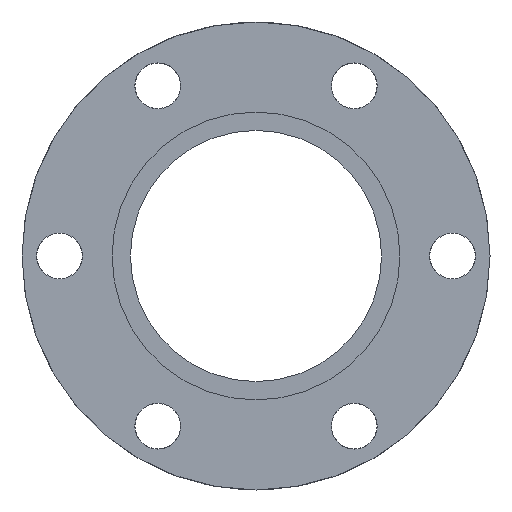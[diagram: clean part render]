
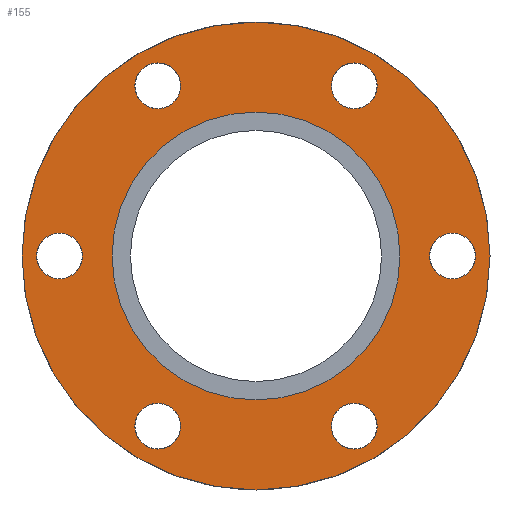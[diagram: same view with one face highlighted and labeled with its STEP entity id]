
A CAD part, left-side view. The second image highlights one B-rep face of the part: STEP entity #155.
In plain terms, the highlighted planar face has unit normal (-1, 0, 0).
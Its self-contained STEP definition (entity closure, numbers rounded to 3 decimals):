
#4 = AXIS2_PLACEMENT_3D ( 'NONE', #498, #247, #161 ) ;
#32 = EDGE_CURVE ( 'NONE', #341, #341, #773, .T. ) ;
#45 = ORIENTED_EDGE ( 'NONE', *, *, #465, .F. ) ;
#64 = CARTESIAN_POINT ( 'NONE',  ( -12.5, -29.35, 0. ) ) ;
#65 = ORIENTED_EDGE ( 'NONE', *, *, #245, .T. ) ;
#70 = VERTEX_POINT ( 'NONE', #779 ) ;
#71 = EDGE_LOOP ( 'NONE', ( #935 ) ) ;
#93 = EDGE_LOOP ( 'NONE', ( #369 ) ) ;
#104 = AXIS2_PLACEMENT_3D ( 'NONE', #558, #566, #421 ) ;
#118 = EDGE_LOOP ( 'NONE', ( #45 ) ) ;
#134 = CARTESIAN_POINT ( 'NONE',  ( -12.5, 21.5, 0. ) ) ;
#136 = CARTESIAN_POINT ( 'NONE',  ( -12.5, 34.95, 0. ) ) ;
#155 = ADVANCED_FACE ( 'NONE', ( #817, #631, #756, #334, #436, #328, #350, #455 ), #688, .T. ) ;
#161 = DIRECTION ( 'NONE',  ( 0., 0., -1. ) ) ;
#171 = CARTESIAN_POINT ( 'NONE',  ( -12.5, 0., 0. ) ) ;
#172 = CIRCLE ( 'NONE', #662, 34.95 ) ;
#199 = ORIENTED_EDGE ( 'NONE', *, *, #32, .T. ) ;
#206 = ORIENTED_EDGE ( 'NONE', *, *, #996, .T. ) ;
#222 = DIRECTION ( 'NONE',  ( 1., 0., 0. ) ) ;
#245 = EDGE_CURVE ( 'NONE', #70, #70, #451, .T. ) ;
#247 = DIRECTION ( 'NONE',  ( 1., 0., 0. ) ) ;
#294 = CARTESIAN_POINT ( 'NONE',  ( -12.5, 21.5, 0. ) ) ;
#318 = CARTESIAN_POINT ( 'NONE',  ( -12.5, 14.675, 21.993 ) ) ;
#328 = FACE_BOUND ( 'NONE', #392, .T. ) ;
#329 = VERTEX_POINT ( 'NONE', #549 ) ;
#334 = FACE_BOUND ( 'NONE', #892, .T. ) ;
#341 = VERTEX_POINT ( 'NONE', #551 ) ;
#347 = DIRECTION ( 'NONE',  ( 1., 0., 0. ) ) ;
#350 = FACE_BOUND ( 'NONE', #93, .T. ) ;
#359 = DIRECTION ( 'NONE',  ( 0., 0., -1. ) ) ;
#369 = ORIENTED_EDGE ( 'NONE', *, *, #496, .T. ) ;
#392 = EDGE_LOOP ( 'NONE', ( #951 ) ) ;
#400 = CARTESIAN_POINT ( 'NONE',  ( -12.5, 29.35, -3.425 ) ) ;
#416 = DIRECTION ( 'NONE',  ( 1., 0., 0. ) ) ;
#419 = AXIS2_PLACEMENT_3D ( 'NONE', #843, #462, #530 ) ;
#421 = DIRECTION ( 'NONE',  ( 0., 1., 0. ) ) ;
#436 = FACE_BOUND ( 'NONE', #918, .T. ) ;
#440 = CARTESIAN_POINT ( 'NONE',  ( -12.5, -14.675, -25.418 ) ) ;
#451 = CIRCLE ( 'NONE', #715, 3.425 ) ;
#455 = FACE_OUTER_BOUND ( 'NONE', #118, .T. ) ;
#462 = DIRECTION ( 'NONE',  ( 1., 0., 0. ) ) ;
#465 = EDGE_CURVE ( 'NONE', #786, #786, #172, .T. ) ;
#468 = EDGE_CURVE ( 'NONE', #492, #492, #550, .T. ) ;
#472 = DIRECTION ( 'NONE',  ( 0., 0., -1. ) ) ;
#492 = VERTEX_POINT ( 'NONE', #400 ) ;
#496 = EDGE_CURVE ( 'NONE', #789, #789, #806, .T. ) ;
#498 = CARTESIAN_POINT ( 'NONE',  ( -12.5, 29.35, 0. ) ) ;
#505 = ORIENTED_EDGE ( 'NONE', *, *, #468, .T. ) ;
#530 = DIRECTION ( 'NONE',  ( 0., 0., -1. ) ) ;
#532 = AXIS2_PLACEMENT_3D ( 'NONE', #815, #347, #961 ) ;
#549 = CARTESIAN_POINT ( 'NONE',  ( -12.5, -14.675, -28.843 ) ) ;
#550 = CIRCLE ( 'NONE', #4, 3.425 ) ;
#551 = CARTESIAN_POINT ( 'NONE',  ( -12.5, -14.675, 21.993 ) ) ;
#558 = CARTESIAN_POINT ( 'NONE',  ( -12.5, 0., 0. ) ) ;
#566 = DIRECTION ( 'NONE',  ( 1., 0., 0. ) ) ;
#597 = CIRCLE ( 'NONE', #753, 3.425 ) ;
#611 = DIRECTION ( 'NONE',  ( 0., -1., 0. ) ) ;
#623 = DIRECTION ( 'NONE',  ( 0., 0., -1. ) ) ;
#630 = EDGE_LOOP ( 'NONE', ( #65 ) ) ;
#631 = FACE_BOUND ( 'NONE', #630, .T. ) ;
#662 = AXIS2_PLACEMENT_3D ( 'NONE', #171, #416, #730 ) ;
#688 = PLANE ( 'NONE',  #995 ) ;
#699 = CARTESIAN_POINT ( 'NONE',  ( -12.5, -29.35, -3.425 ) ) ;
#715 = AXIS2_PLACEMENT_3D ( 'NONE', #928, #222, #472 ) ;
#730 = DIRECTION ( 'NONE',  ( 0., 1., 0. ) ) ;
#742 = EDGE_LOOP ( 'NONE', ( #505 ) ) ;
#753 = AXIS2_PLACEMENT_3D ( 'NONE', #440, #754, #359 ) ;
#754 = DIRECTION ( 'NONE',  ( 1., 0., 0. ) ) ;
#756 = FACE_BOUND ( 'NONE', #71, .T. ) ;
#773 = CIRCLE ( 'NONE', #532, 3.425 ) ;
#779 = CARTESIAN_POINT ( 'NONE',  ( -12.5, 14.675, -28.843 ) ) ;
#786 = VERTEX_POINT ( 'NONE', #136 ) ;
#789 = VERTEX_POINT ( 'NONE', #134 ) ;
#798 = VERTEX_POINT ( 'NONE', #699 ) ;
#806 = CIRCLE ( 'NONE', #104, 21.5 ) ;
#815 = CARTESIAN_POINT ( 'NONE',  ( -12.5, -14.675, 25.418 ) ) ;
#817 = FACE_BOUND ( 'NONE', #742, .T. ) ;
#818 = CIRCLE ( 'NONE', #419, 3.425 ) ;
#827 = EDGE_CURVE ( 'NONE', #329, #329, #597, .T. ) ;
#843 = CARTESIAN_POINT ( 'NONE',  ( -12.5, 14.675, 25.418 ) ) ;
#855 = DIRECTION ( 'NONE',  ( 1., 0., 0. ) ) ;
#892 = EDGE_LOOP ( 'NONE', ( #206 ) ) ;
#897 = AXIS2_PLACEMENT_3D ( 'NONE', #64, #855, #623 ) ;
#916 = DIRECTION ( 'NONE',  ( -1., 0., 0. ) ) ;
#918 = EDGE_LOOP ( 'NONE', ( #199 ) ) ;
#921 = CIRCLE ( 'NONE', #897, 3.425 ) ;
#928 = CARTESIAN_POINT ( 'NONE',  ( -12.5, 14.675, -25.418 ) ) ;
#935 = ORIENTED_EDGE ( 'NONE', *, *, #827, .T. ) ;
#942 = EDGE_CURVE ( 'NONE', #994, #994, #818, .T. ) ;
#951 = ORIENTED_EDGE ( 'NONE', *, *, #942, .T. ) ;
#961 = DIRECTION ( 'NONE',  ( 0., 0., -1. ) ) ;
#994 = VERTEX_POINT ( 'NONE', #318 ) ;
#995 = AXIS2_PLACEMENT_3D ( 'NONE', #294, #916, #611 ) ;
#996 = EDGE_CURVE ( 'NONE', #798, #798, #921, .T. ) ;
